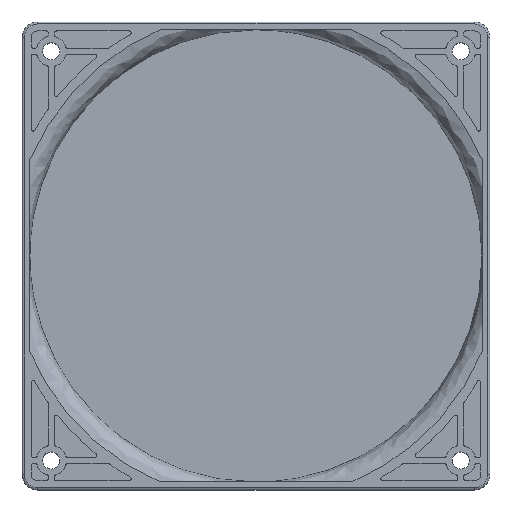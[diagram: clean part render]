
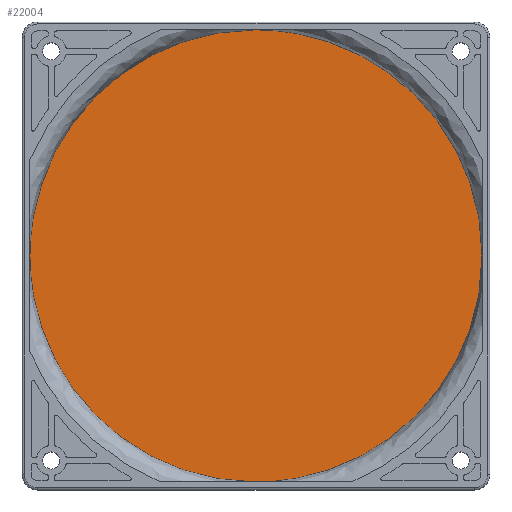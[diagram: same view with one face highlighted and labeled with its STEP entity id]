
A CAD part, top view. The second image highlights one B-rep face of the part: STEP entity #22004.
In plain terms, the highlighted planar face has unit normal (0, 0, 1).
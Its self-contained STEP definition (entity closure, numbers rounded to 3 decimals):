
#4238=CARTESIAN_POINT('',(58.,0.,-5.));
#4239=CARTESIAN_POINT('',(58.,-3.418,-5.));
#4240=CARTESIAN_POINT('',(57.393,-10.509,-5.));
#4241=CARTESIAN_POINT('',(54.315,-21.415,-5.));
#4242=CARTESIAN_POINT('',(48.913,-31.926,-5.));
#4243=CARTESIAN_POINT('',(41.309,-41.309,-5.));
#4244=CARTESIAN_POINT('',(31.926,-48.913,-5.));
#4245=CARTESIAN_POINT('',(21.415,-54.315,-5.));
#4246=CARTESIAN_POINT('',(10.509,-57.393,-5.));
#4247=CARTESIAN_POINT('',(3.418,-58.,-5.));
#4248=CARTESIAN_POINT('',(0.,-58.,-5.));
#4531=CARTESIAN_POINT('',(0.,-58.,-5.));
#4532=CARTESIAN_POINT('',(-3.418,-58.,-5.));
#4533=CARTESIAN_POINT('',(-10.509,-57.393,-5.));
#4534=CARTESIAN_POINT('',(-21.415,-54.315,-5.));
#4535=CARTESIAN_POINT('',(-31.926,-48.913,-5.));
#4536=CARTESIAN_POINT('',(-41.309,-41.309,-5.));
#4537=CARTESIAN_POINT('',(-48.913,-31.926,-5.));
#4538=CARTESIAN_POINT('',(-54.315,-21.415,-5.));
#4539=CARTESIAN_POINT('',(-57.393,-10.509,-5.));
#4540=CARTESIAN_POINT('',(-58.,-3.418,-5.));
#4541=CARTESIAN_POINT('',(-58.,0.,-5.));
#4824=CARTESIAN_POINT('',(0.,58.,-5.));
#4825=CARTESIAN_POINT('',(-3.418,58.,-5.));
#4826=CARTESIAN_POINT('',(-10.509,57.393,-5.));
#4827=CARTESIAN_POINT('',(-21.415,54.315,-5.));
#4828=CARTESIAN_POINT('',(-31.926,48.913,-5.));
#4829=CARTESIAN_POINT('',(-41.309,41.309,-5.));
#4830=CARTESIAN_POINT('',(-48.913,31.926,-5.));
#4831=CARTESIAN_POINT('',(-54.315,21.415,-5.));
#4832=CARTESIAN_POINT('',(-57.393,10.509,-5.));
#4833=CARTESIAN_POINT('',(-58.,3.418,-5.));
#4834=CARTESIAN_POINT('',(-58.,0.,-5.));
#5117=CARTESIAN_POINT('',(58.,0.,-5.));
#5118=CARTESIAN_POINT('',(58.,3.418,-5.));
#5119=CARTESIAN_POINT('',(57.393,10.509,-5.));
#5120=CARTESIAN_POINT('',(54.315,21.415,-5.));
#5121=CARTESIAN_POINT('',(48.913,31.926,-5.));
#5122=CARTESIAN_POINT('',(41.309,41.309,-5.));
#5123=CARTESIAN_POINT('',(31.926,48.913,-5.));
#5124=CARTESIAN_POINT('',(21.415,54.315,-5.));
#5125=CARTESIAN_POINT('',(10.509,57.393,-5.));
#5126=CARTESIAN_POINT('',(3.418,58.,-5.));
#5127=CARTESIAN_POINT('',(0.,58.,-5.));
#18009=VERTEX_POINT('',#4238);
#18010=VERTEX_POINT('',#4248);
#18011=VERTEX_POINT('',#4541);
#18111=VERTEX_POINT('',#4824);
#21990=CARTESIAN_POINT('',(0.,0.,-5.));
#21991=DIRECTION('',(0.,0.,1.));
#21992=DIRECTION('',(1.,0.,0.));
#21993=AXIS2_PLACEMENT_3D('',#21990,#21991,#21992);
#21994=PLANE('',#21993);
#21995=ORIENTED_EDGE('',*,*,#21980,.T.);
#21997=ORIENTED_EDGE('',*,*,#21996,.T.);
#21999=ORIENTED_EDGE('',*,*,#21998,.F.);
#22001=ORIENTED_EDGE('',*,*,#22000,.F.);
#22002=EDGE_LOOP('',(#21995,#21997,#21999,#22001));
#22003=FACE_OUTER_BOUND('',#22002,.F.);
#22004=ADVANCED_FACE('',(#22003),#21994,.T.);
#4249=B_SPLINE_CURVE_WITH_KNOTS('',3,(#4238,#4239,#4240,#4241,#4242,#4243,#4244,
#4245,#4246,#4247,#4248),.UNSPECIFIED.,.F.,.F.,(4,1,1,1,1,1,1,1,4),(0.,
0.125,0.25,0.375,0.5,0.625,0.75,0.875,1.),.UNSPECIFIED.);
#4542=B_SPLINE_CURVE_WITH_KNOTS('',3,(#4531,#4532,#4533,#4534,#4535,#4536,#4537,
#4538,#4539,#4540,#4541),.UNSPECIFIED.,.F.,.F.,(4,1,1,1,1,1,1,1,4),(0.,
0.125,0.25,0.375,0.5,0.625,0.75,0.875,1.),.UNSPECIFIED.);
#4835=B_SPLINE_CURVE_WITH_KNOTS('',3,(#4824,#4825,#4826,#4827,#4828,#4829,#4830,
#4831,#4832,#4833,#4834),.UNSPECIFIED.,.F.,.F.,(4,1,1,1,1,1,1,1,4),(0.,
0.125,0.25,0.375,0.5,0.625,0.75,0.875,1.),.UNSPECIFIED.);
#5128=B_SPLINE_CURVE_WITH_KNOTS('',3,(#5117,#5118,#5119,#5120,#5121,#5122,#5123,
#5124,#5125,#5126,#5127),.UNSPECIFIED.,.F.,.F.,(4,1,1,1,1,1,1,1,4),(0.,
0.125,0.25,0.375,0.5,0.625,0.75,0.875,1.),.UNSPECIFIED.);
#21980=EDGE_CURVE('',#18009,#18010,#4249,.T.);
#21996=EDGE_CURVE('',#18010,#18011,#4542,.T.);
#21998=EDGE_CURVE('',#18111,#18011,#4835,.T.);
#22000=EDGE_CURVE('',#18009,#18111,#5128,.T.);
